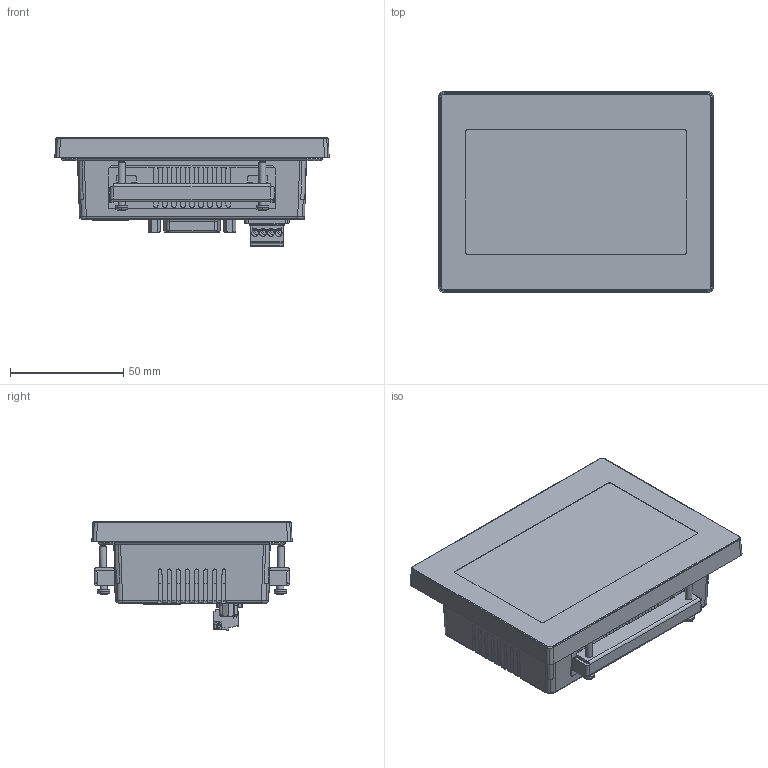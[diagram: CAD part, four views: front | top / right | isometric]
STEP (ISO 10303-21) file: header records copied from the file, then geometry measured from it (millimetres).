
FILE_DESCRIPTION (( 'STEP AP214' ), '1' );
FILE_NAME ('CM5-T4W_NEW.STEP', '2023-03-07T19:31:58', ( '' ), ( '' ), 'SwSTEP 2.0', 'SolidWorks 2021', '' );
FILE_SCHEMA (( 'AUTOMOTIVE_DESIGN' ));
Length unit declared in the file: inch
Products named in the file (1): CM5-T4W_NEW
Bounding box: 120.9 x 88.3 x 48.2 mm (x, y, z)
Volume: 280023.9 mm3; surface area: 55561 mm2
Topology: 1 solids, 1 shells, 2363 faces, 6665 edges, 4330 vertices
Faces by surface type: plane 1307, cylinder 815, cone 135, bspline 75, torus 23, sphere 8
Full cylindrical faces by diameter (mm): 2.2 x2, 3 x8
Entity records: 81737 total; most frequent: CARTESIAN_POINT 22426, ORIENTED_EDGE 13298, DIRECTION 11069, EDGE_CURVE 6649, VERTEX_POINT 4330, LINE 4211, VECTOR 4211, AXIS2_PLACEMENT_3D 3429
